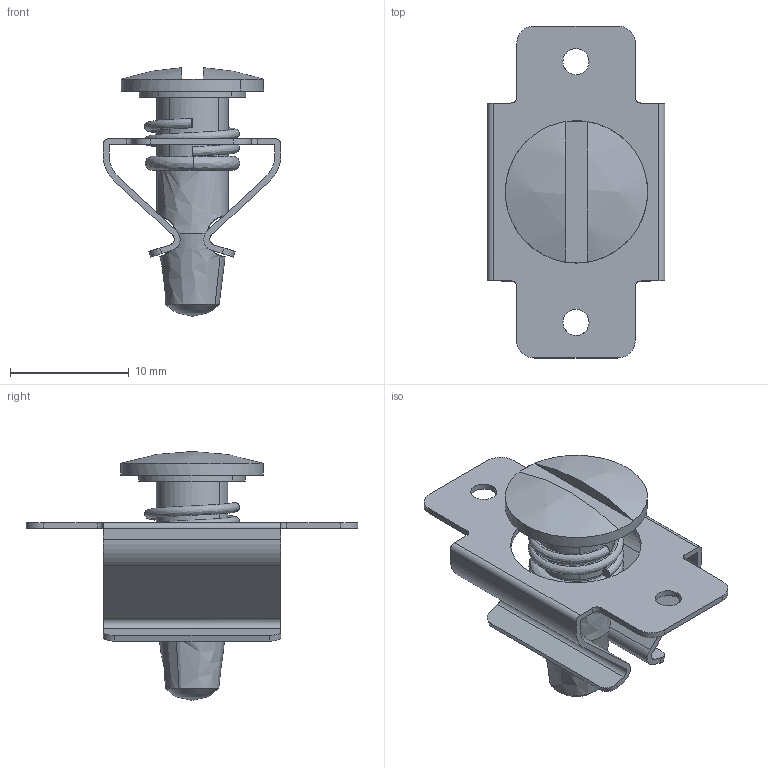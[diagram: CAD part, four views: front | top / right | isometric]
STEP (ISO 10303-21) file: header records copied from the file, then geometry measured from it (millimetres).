
FILE_DESCRIPTION((''),'2;1');
FILE_NAME('','2006-02-22T16:08:48',(''),(''),'','CADfix','');
FILE_SCHEMA(('AUTOMOTIVE_DESIGN'));
Length unit declared in the file: millimetre
Products named in the file (4): spring; leaf spring; fastener; TL_68_002_20914_36
Assembly tree (3 placements, depth 2):
  TL_68_002_20914_36
    spring
    leaf spring
    fastener
Bounding box: 15 x 28 x 20.98 mm (x, y, z)
Volume: 986.6 mm3; surface area: 2171.4 mm2
Topology: 3 solids, 3 shells, 90 faces, 304 edges, 224 vertices
Faces by surface type: bspline 90
Entity records: 5485 total; most frequent: CARTESIAN_POINT 3614, ORIENTED_EDGE 608, EDGE_CURVE 304, VERTEX_POINT 224, B_SPLINE_CURVE_WITH_KNOTS 181, QUASI_UNIFORM_CURVE 121, EDGE_LOOP 100, FACE_OUTER_BOUND 90
